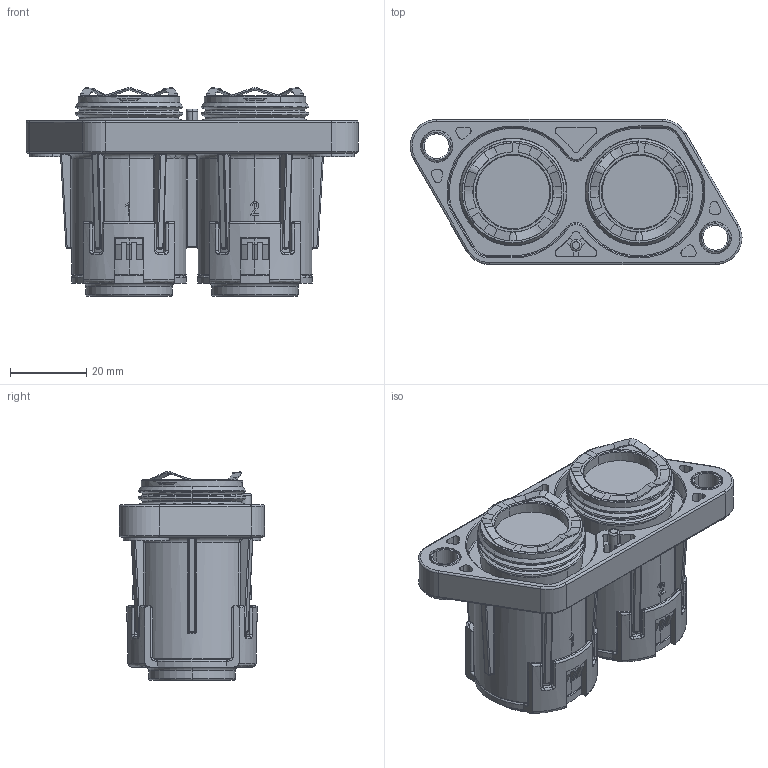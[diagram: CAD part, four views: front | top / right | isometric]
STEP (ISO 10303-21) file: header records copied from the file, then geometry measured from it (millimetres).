
FILE_DESCRIPTION (( 'STEP AP203' ), '1' );
FILE_NAME ('YGIPT5-P2-70B¿Í»§.STEP', '2025-03-10T01:04:57', ( '' ), ( '' ), 'SwSTEP 2.0', 'SolidWorks 2023', '' );
FILE_SCHEMA (( 'CONFIG_CONTROL_DESIGN' ));
Products named in the file (1): YGIPT5-P2-70B客户
Bounding box: 87 x 38 x 54.71 mm (x, y, z)
Volume: 77766.9 mm3; surface area: 28512.9 mm2
Topology: 1 solids, 5 shells, 1817 faces, 4789 edges, 2951 vertices
Faces by surface type: plane 619, cylinder 538, bspline 364, torus 158, cone 74, sphere 64
Entity records: 78824 total; most frequent: CARTESIAN_POINT 37126, ORIENTED_EDGE 9458, DIRECTION 7779, EDGE_CURVE 4729, VERTEX_POINT 2943, AXIS2_PLACEMENT_3D 2866, LINE 2047, VECTOR 2047
